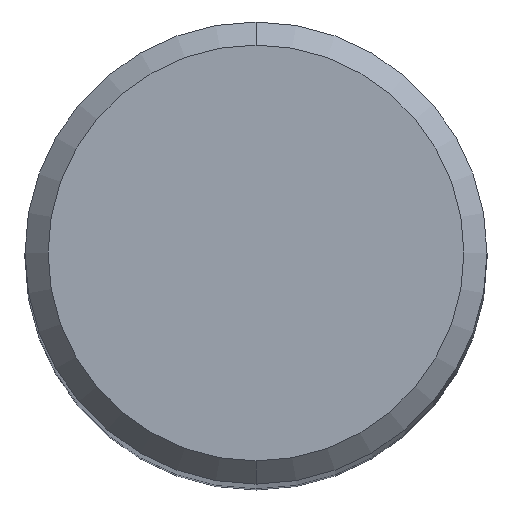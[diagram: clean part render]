
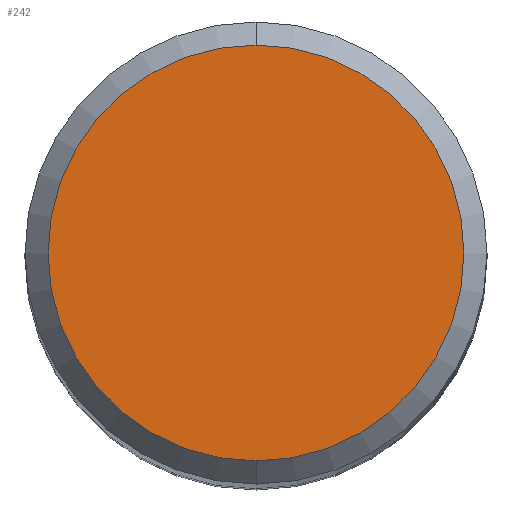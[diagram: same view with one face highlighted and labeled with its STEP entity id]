
A CAD part, top view. The second image highlights one B-rep face of the part: STEP entity #242.
In plain terms, the highlighted planar face has unit normal (0, 0, 1).
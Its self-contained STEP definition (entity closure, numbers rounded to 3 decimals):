
#178=VERTEX_POINT('',#444);
#198=EDGE_CURVE('',#244,#178,#467,.T.);
#242=ADVANCED_FACE('',(#514),#515,.T.);
#244=VERTEX_POINT('',#517);
#290=EDGE_CURVE('',#178,#244,#567,.T.);
#444=CARTESIAN_POINT('',(0.,-3.6,0.0));
#467=CIRCLE('',#778,3.6);
#514=FACE_OUTER_BOUND('',#847,.T.);
#515=PLANE('',#848);
#517=CARTESIAN_POINT('',(0.0,3.6,0.0));
#567=CIRCLE('',#991,3.6);
#778=AXIS2_PLACEMENT_3D('',#1326,#1327,#1328);
#847=EDGE_LOOP('',(#1370,#1371));
#848=AXIS2_PLACEMENT_3D('',#1372,#1373,#1374);
#991=AXIS2_PLACEMENT_3D('',#1430,#1431,#1432);
#1326=CARTESIAN_POINT('',(0.0,0.0,0.0));
#1327=DIRECTION('',(0.0,0.0,-1.0));
#1328=DIRECTION('',(0.0,1.0,0.0));
#1370=ORIENTED_EDGE('',*,*,#198,.F.);
#1371=ORIENTED_EDGE('',*,*,#290,.F.);
#1372=CARTESIAN_POINT('',(0.0,1.8,0.0));
#1373=DIRECTION('',(-0.0,0.0,1.0));
#1374=DIRECTION('',(0.0,-1.0,0.0));
#1430=CARTESIAN_POINT('',(0.0,0.0,0.0));
#1431=DIRECTION('',(0.0,0.0,-1.0));
#1432=DIRECTION('',(0.0,1.0,0.0));
